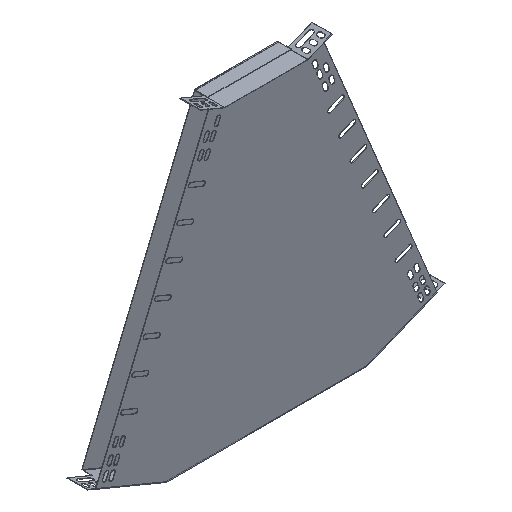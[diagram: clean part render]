
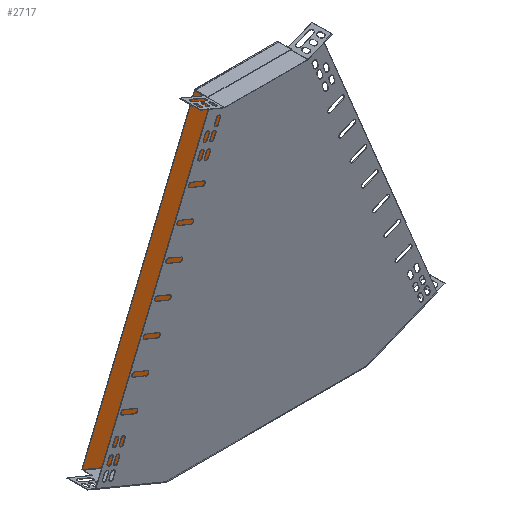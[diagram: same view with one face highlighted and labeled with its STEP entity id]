
A CAD part, isometric view. The second image highlights one B-rep face of the part: STEP entity #2717.
In plain terms, the highlighted planar face has unit normal (0, -1, 0).
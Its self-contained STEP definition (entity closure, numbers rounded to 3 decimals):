
#138 = LINE ( 'NONE', #5845, #1985 ) ;
#278 = ORIENTED_EDGE ( 'NONE', *, *, #7264, .F. ) ;
#405 = CARTESIAN_POINT ( 'NONE',  ( 97.208, 189.156, 286.341 ) ) ;
#476 = VECTOR ( 'NONE', #4139, 1000. ) ;
#592 = VECTOR ( 'NONE', #4425, 1000. ) ;
#906 = DIRECTION ( 'NONE',  ( 1., 0., 0. ) ) ;
#984 = ORIENTED_EDGE ( 'NONE', *, *, #6296, .T. ) ;
#1028 = DIRECTION ( 'NONE',  ( -1., 0., 0. ) ) ;
#1173 = ORIENTED_EDGE ( 'NONE', *, *, #6431, .T. ) ;
#1334 = LINE ( 'NONE', #405, #2928 ) ;
#1492 = CARTESIAN_POINT ( 'NONE',  ( 97.208, 189.156, 285.341 ) ) ;
#1543 = VECTOR ( 'NONE', #3339, 1000. ) ;
#1934 = CARTESIAN_POINT ( 'NONE',  ( -143.67, 189.156, -215.659 ) ) ;
#1985 = VECTOR ( 'NONE', #1028, 1000. ) ;
#2069 = VERTEX_POINT ( 'NONE', #1492 ) ;
#2193 = VECTOR ( 'NONE', #3030, 1000. ) ;
#2210 = EDGE_LOOP ( 'NONE', ( #2727, #278, #7178, #7402, #1173, #4864, #5181, #3785, #7517, #984 ) ) ;
#2239 = DIRECTION ( 'NONE',  ( 0., 0., 1. ) ) ;
#2301 = LINE ( 'NONE', #7526, #476 ) ;
#2336 = CARTESIAN_POINT ( 'NONE',  ( -44.214, 189.156, 286.341 ) ) ;
#2364 = CARTESIAN_POINT ( 'NONE',  ( 288.549, 189.156, -176.598 ) ) ;
#2522 = CARTESIAN_POINT ( 'NONE',  ( -143.67, 189.156, -214.659 ) ) ;
#2651 = CARTESIAN_POINT ( 'NONE',  ( 288.549, 189.156, -176.598 ) ) ;
#2688 = DIRECTION ( 'NONE',  ( 0., 0., -1. ) ) ;
#2717 = ADVANCED_FACE ( 'NONE', ( #8862 ), #6137, .T. ) ;
#2727 = ORIENTED_EDGE ( 'NONE', *, *, #7177, .F. ) ;
#2795 = CARTESIAN_POINT ( 'NONE',  ( -44.214, 189.156, 285.341 ) ) ;
#2928 = VECTOR ( 'NONE', #8609, 1000. ) ;
#3030 = DIRECTION ( 'NONE',  ( 0., 0., -1. ) ) ;
#3048 = VECTOR ( 'NONE', #906, 1000. ) ;
#3158 = LINE ( 'NONE', #2651, #1543 ) ;
#3215 = VERTEX_POINT ( 'NONE', #2364 ) ;
#3339 = DIRECTION ( 'NONE',  ( -0.924, 0., -0.383 ) ) ;
#3349 = CARTESIAN_POINT ( 'NONE',  ( 288.549, 189.156, -176.598 ) ) ;
#3691 = VERTEX_POINT ( 'NONE', #2795 ) ;
#3713 = CARTESIAN_POINT ( 'NONE',  ( -44.214, 189.156, 286.341 ) ) ;
#3785 = ORIENTED_EDGE ( 'NONE', *, *, #6390, .F. ) ;
#4139 = DIRECTION ( 'NONE',  ( 0.383, 0., -0.924 ) ) ;
#4190 = VERTEX_POINT ( 'NONE', #4733 ) ;
#4254 = LINE ( 'NONE', #3713, #2193 ) ;
#4425 = DIRECTION ( 'NONE',  ( 0., 0., 1. ) ) ;
#4431 = DIRECTION ( 'NONE',  ( 0.383, 0., 0.924 ) ) ;
#4618 = VECTOR ( 'NONE', #4431, 1000. ) ;
#4733 = CARTESIAN_POINT ( 'NONE',  ( 196.664, 189.156, -214.659 ) ) ;
#4864 = ORIENTED_EDGE ( 'NONE', *, *, #7438, .F. ) ;
#5181 = ORIENTED_EDGE ( 'NONE', *, *, #7701, .F. ) ;
#5471 = CARTESIAN_POINT ( 'NONE',  ( -235.555, 189.156, -176.598 ) ) ;
#5520 = VERTEX_POINT ( 'NONE', #6966 ) ;
#5557 = LINE ( 'NONE', #5471, #7358 ) ;
#5726 = CARTESIAN_POINT ( 'NONE',  ( 196.664, 189.156, -215.659 ) ) ;
#5845 = CARTESIAN_POINT ( 'NONE',  ( -44.214, 189.156, 286.341 ) ) ;
#5846 = VERTEX_POINT ( 'NONE', #6616 ) ;
#5853 = CARTESIAN_POINT ( 'NONE',  ( 97.208, 189.156, 286.341 ) ) ;
#5952 = VERTEX_POINT ( 'NONE', #1934 ) ;
#6137 = PLANE ( 'NONE',  #8840 ) ;
#6291 = LINE ( 'NONE', #7790, #592 ) ;
#6296 = EDGE_CURVE ( 'NONE', #5846, #4190, #8714, .T. ) ;
#6332 = CARTESIAN_POINT ( 'NONE',  ( 196.664, 189.156, -215.659 ) ) ;
#6349 = EDGE_CURVE ( 'NONE', #5952, #5846, #8289, .T. ) ;
#6390 = EDGE_CURVE ( 'NONE', #5952, #6633, #6291, .T. ) ;
#6423 = LINE ( 'NONE', #7110, #4618 ) ;
#6431 = EDGE_CURVE ( 'NONE', #7433, #3691, #4254, .T. ) ;
#6468 = EDGE_CURVE ( 'NONE', #6995, #7433, #138, .T. ) ;
#6549 = EDGE_CURVE ( 'NONE', #6995, #2069, #1334, .T. ) ;
#6616 = CARTESIAN_POINT ( 'NONE',  ( 196.664, 189.156, -215.659 ) ) ;
#6633 = VERTEX_POINT ( 'NONE', #2522 ) ;
#6805 = DIRECTION ( 'NONE',  ( 0., -1., 0. ) ) ;
#6920 = VECTOR ( 'NONE', #2239, 1000. ) ;
#6966 = CARTESIAN_POINT ( 'NONE',  ( -235.555, 189.156, -176.598 ) ) ;
#6995 = VERTEX_POINT ( 'NONE', #5853 ) ;
#7110 = CARTESIAN_POINT ( 'NONE',  ( -44.214, 189.156, 285.341 ) ) ;
#7177 = EDGE_CURVE ( 'NONE', #3215, #4190, #3158, .T. ) ;
#7178 = ORIENTED_EDGE ( 'NONE', *, *, #6549, .F. ) ;
#7264 = EDGE_CURVE ( 'NONE', #2069, #3215, #2301, .T. ) ;
#7358 = VECTOR ( 'NONE', #8815, 1000. ) ;
#7402 = ORIENTED_EDGE ( 'NONE', *, *, #6468, .T. ) ;
#7433 = VERTEX_POINT ( 'NONE', #2336 ) ;
#7438 = EDGE_CURVE ( 'NONE', #5520, #3691, #6423, .T. ) ;
#7517 = ORIENTED_EDGE ( 'NONE', *, *, #6349, .T. ) ;
#7526 = CARTESIAN_POINT ( 'NONE',  ( 97.208, 189.156, 285.341 ) ) ;
#7701 = EDGE_CURVE ( 'NONE', #6633, #5520, #5557, .T. ) ;
#7790 = CARTESIAN_POINT ( 'NONE',  ( -143.67, 189.156, -215.659 ) ) ;
#8289 = LINE ( 'NONE', #5726, #3048 ) ;
#8609 = DIRECTION ( 'NONE',  ( 0., 0., -1. ) ) ;
#8714 = LINE ( 'NONE', #6332, #6920 ) ;
#8815 = DIRECTION ( 'NONE',  ( -0.924, 0., 0.383 ) ) ;
#8840 = AXIS2_PLACEMENT_3D ( 'NONE', #3349, #6805, #2688 ) ;
#8862 = FACE_OUTER_BOUND ( 'NONE', #2210, .T. ) ;
